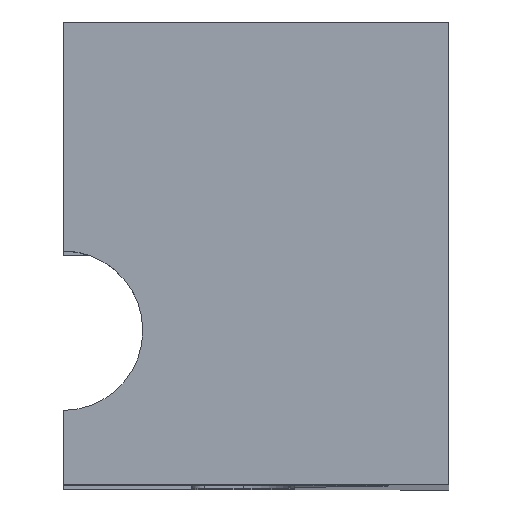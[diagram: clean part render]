
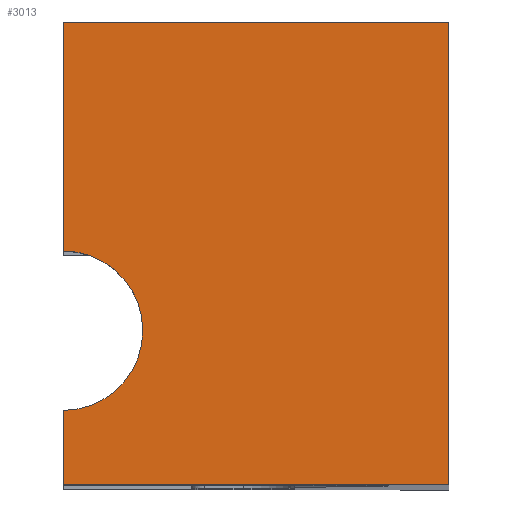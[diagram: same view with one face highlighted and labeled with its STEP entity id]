
A CAD part, top view. The second image highlights one B-rep face of the part: STEP entity #3013.
In plain terms, the highlighted planar face has unit normal (0, 0, 1).
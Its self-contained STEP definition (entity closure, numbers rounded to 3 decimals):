
#236=PLANE('',#3267);
#311=FACE_OUTER_BOUND('',#479,.T.);
#479=EDGE_LOOP('',(#2279,#2280,#2281,#2282,#2283,#2284));
#619=LINE('',#4500,#870);
#654=LINE('',#4633,#905);
#717=LINE('',#4817,#968);
#729=LINE('',#4846,#980);
#730=LINE('',#4847,#981);
#870=VECTOR('',#3550,10.);
#905=VECTOR('',#3641,10.);
#968=VECTOR('',#3820,10.);
#980=VECTOR('',#3848,10.);
#981=VECTOR('',#3849,10.);
#1177=CIRCLE('',#3268,3.1);
#1309=VERTEX_POINT('',#4494);
#1311=VERTEX_POINT('',#4498);
#1374=VERTEX_POINT('',#4630);
#1375=VERTEX_POINT('',#4632);
#1438=VERTEX_POINT('',#4816);
#1447=VERTEX_POINT('',#4845);
#1594=EDGE_CURVE('',#1309,#1311,#619,.T.);
#1657=EDGE_CURVE('',#1375,#1374,#654,.T.);
#1749=EDGE_CURVE('',#1438,#1375,#717,.T.);
#1764=EDGE_CURVE('',#1374,#1309,#1177,.T.);
#1765=EDGE_CURVE('',#1447,#1311,#729,.T.);
#1766=EDGE_CURVE('',#1438,#1447,#730,.T.);
#2279=ORIENTED_EDGE('',*,*,#1657,.T.);
#2280=ORIENTED_EDGE('',*,*,#1764,.T.);
#2281=ORIENTED_EDGE('',*,*,#1594,.T.);
#2282=ORIENTED_EDGE('',*,*,#1765,.F.);
#2283=ORIENTED_EDGE('',*,*,#1766,.F.);
#2284=ORIENTED_EDGE('',*,*,#1749,.T.);
#3013=ADVANCED_FACE('',(#311),#236,.T.);
#3267=AXIS2_PLACEMENT_3D('',#4843,#3844,#3845);
#3268=AXIS2_PLACEMENT_3D('',#4844,#3846,#3847);
#3550=DIRECTION('',(0.,-1.,0.));
#3641=DIRECTION('',(0.,-1.,0.));
#3820=DIRECTION('',(-1.,0.,0.));
#3844=DIRECTION('center_axis',(0.,0.,1.));
#3845=DIRECTION('ref_axis',(1.,0.,0.));
#3846=DIRECTION('center_axis',(0.,0.,-1.));
#3847=DIRECTION('ref_axis',(-1.,0.,0.));
#3848=DIRECTION('',(-1.,0.,0.));
#3849=DIRECTION('',(0.,-1.,0.));
#4494=CARTESIAN_POINT('',(0.,-3.1,5.));
#4498=CARTESIAN_POINT('',(0.,-6.,5.));
#4500=CARTESIAN_POINT('',(0.,7.75,5.));
#4630=CARTESIAN_POINT('',(0.,3.1,5.));
#4632=CARTESIAN_POINT('',(0.,12.,5.));
#4633=CARTESIAN_POINT('',(0.,7.75,5.));
#4816=CARTESIAN_POINT('',(15.,12.,5.));
#4817=CARTESIAN_POINT('',(15.,12.,5.));
#4843=CARTESIAN_POINT('Origin',(0.,3.5,5.));
#4844=CARTESIAN_POINT('Origin',(0.,0.,5.));
#4845=CARTESIAN_POINT('',(15.,-6.,5.));
#4846=CARTESIAN_POINT('',(15.,-6.,5.));
#4847=CARTESIAN_POINT('',(15.,-5.,5.));
